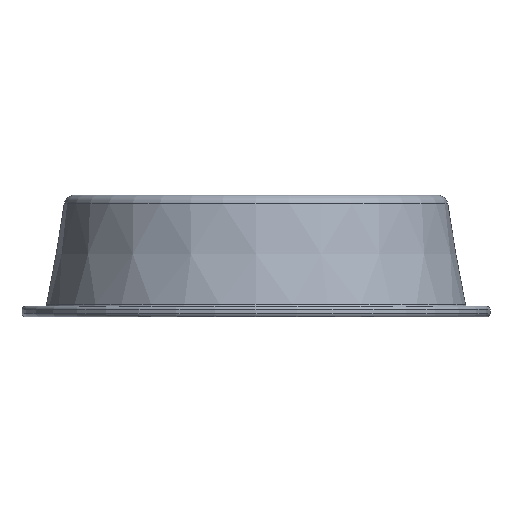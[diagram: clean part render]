
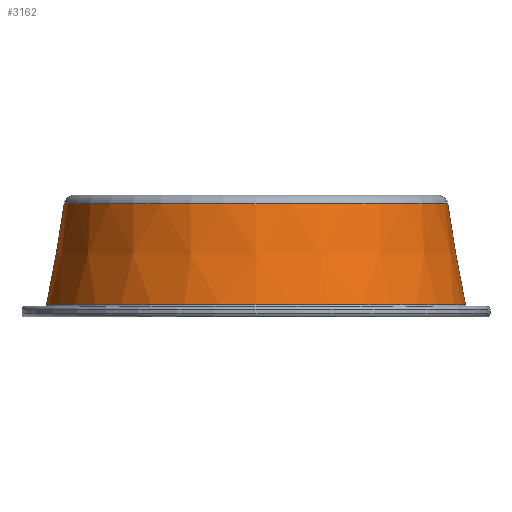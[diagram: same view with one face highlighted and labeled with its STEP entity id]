
A CAD part, left-side view. The second image highlights one B-rep face of the part: STEP entity #3162.
In plain terms, the highlighted conical face has half-angle 10 degrees and reference radius 95.225 mm.
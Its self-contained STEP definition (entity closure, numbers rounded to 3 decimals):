
#17=CONICAL_SURFACE('',#3302,95.225,0.175);
#35=CIRCLE('',#3301,99.636);
#36=CIRCLE('',#3303,91.178);
#338=FACE_OUTER_BOUND('',#530,.T.);
#530=EDGE_LOOP('',(#2706,#2707,#2708,#2709));
#837=LINE('',#6400,#1107);
#1107=VECTOR('',#3829,95.225);
#1525=VERTEX_POINT('',#6394);
#1526=VERTEX_POINT('',#6398);
#1960=EDGE_CURVE('',#1525,#1525,#35,.T.);
#1961=EDGE_CURVE('',#1526,#1526,#36,.T.);
#1962=EDGE_CURVE('',#1526,#1525,#837,.T.);
#2706=ORIENTED_EDGE('',*,*,#1961,.F.);
#2707=ORIENTED_EDGE('',*,*,#1962,.T.);
#2708=ORIENTED_EDGE('',*,*,#1960,.F.);
#2709=ORIENTED_EDGE('',*,*,#1962,.F.);
#3162=ADVANCED_FACE('',(#338),#17,.T.);
#3301=AXIS2_PLACEMENT_3D('',#6396,#3823,#3824);
#3302=AXIS2_PLACEMENT_3D('',#6397,#3825,#3826);
#3303=AXIS2_PLACEMENT_3D('',#6399,#3827,#3828);
#3823=DIRECTION('center_axis',(0.,0.,-1.));
#3824=DIRECTION('ref_axis',(-1.,0.,0.));
#3825=DIRECTION('center_axis',(0.,0.,-1.));
#3826=DIRECTION('ref_axis',(1.,0.,0.));
#3827=DIRECTION('center_axis',(0.,0.,1.));
#3828=DIRECTION('ref_axis',(-1.,0.,0.));
#3829=DIRECTION('',(-0.174,0.,-0.985));
#6394=CARTESIAN_POINT('',(-99.636,0.,4.566));
#6396=CARTESIAN_POINT('Origin',(0.,0.,4.566));
#6397=CARTESIAN_POINT('Origin',(0.,0.,29.582));
#6398=CARTESIAN_POINT('',(-91.178,0.,52.533));
#6399=CARTESIAN_POINT('Origin',(0.,0.,52.533));
#6400=CARTESIAN_POINT('',(-95.225,0.,29.582));
